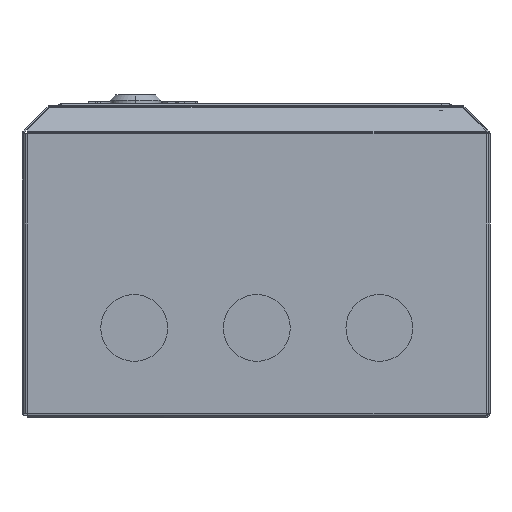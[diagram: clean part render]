
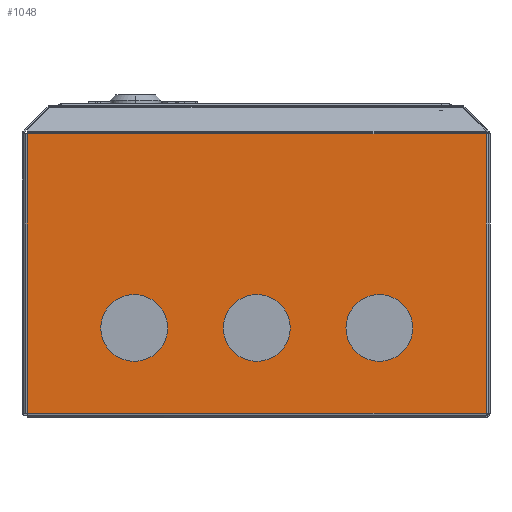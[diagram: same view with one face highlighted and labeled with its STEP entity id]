
A CAD part, front view. The second image highlights one B-rep face of the part: STEP entity #1048.
In plain terms, the highlighted planar face has unit normal (0, -1, 0).
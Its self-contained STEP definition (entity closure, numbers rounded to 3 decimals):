
#10 = CARTESIAN_POINT ( 'NONE',  ( -207.6, 0., 125.4 ) ) ;
#101 = PLANE ( 'NONE',  #26247 ) ;
#776 = DIRECTION ( 'NONE',  ( 0., -1., 0. ) ) ;
#1048 = ADVANCED_FACE ( 'NONE', ( #3841, #8955, #19799, #14011 ), #101, .T. ) ;
#1276 = DIRECTION ( 'NONE',  ( 0., -1., 0. ) ) ;
#2112 = CARTESIAN_POINT ( 'NONE',  ( -207.6, 0., 125.4 ) ) ;
#2318 = DIRECTION ( 'NONE',  ( 0., -1., 0. ) ) ;
#3434 = CARTESIAN_POINT ( 'NONE',  ( -119.65, 0., 38.3 ) ) ;
#3698 = CIRCLE ( 'NONE', #10228, 15. ) ;
#3841 = FACE_BOUND ( 'NONE', #11047, .T. ) ;
#3973 = EDGE_LOOP ( 'NONE', ( #20834, #17158, #25458, #25374 ) ) ;
#4103 = CARTESIAN_POINT ( 'NONE',  ( -34.65, 0., 38.3 ) ) ;
#4142 = CARTESIAN_POINT ( 'NONE',  ( 0., 0., 0. ) ) ;
#4302 = CIRCLE ( 'NONE', #8018, 15. ) ;
#4330 = AXIS2_PLACEMENT_3D ( 'NONE', #19296, #6312, #21480 ) ;
#4463 = CARTESIAN_POINT ( 'NONE',  ( 0., 0., 125.4 ) ) ;
#4512 = VERTEX_POINT ( 'NONE', #23506 ) ;
#4686 = DIRECTION ( 'NONE',  ( 0., -1., 0. ) ) ;
#5466 = CIRCLE ( 'NONE', #4330, 15. ) ;
#5786 = DIRECTION ( 'NONE',  ( 0., -1., 0. ) ) ;
#6060 = DIRECTION ( 'NONE',  ( -1., 0., 0. ) ) ;
#6074 = ORIENTED_EDGE ( 'NONE', *, *, #18937, .F. ) ;
#6312 = DIRECTION ( 'NONE',  ( 0., -1., 0. ) ) ;
#6342 = DIRECTION ( 'NONE',  ( -1., 0., 0. ) ) ;
#6660 = DIRECTION ( 'NONE',  ( 1., 0., 0. ) ) ;
#6828 = VECTOR ( 'NONE', #19547, 1000. ) ;
#7290 = CARTESIAN_POINT ( 'NONE',  ( -1.7, 0., 125.4 ) ) ;
#7544 = CARTESIAN_POINT ( 'NONE',  ( -144.65, 0., 38.3 ) ) ;
#8018 = AXIS2_PLACEMENT_3D ( 'NONE', #18761, #5786, #20958 ) ;
#8955 = FACE_BOUND ( 'NONE', #26593, .T. ) ;
#9197 = EDGE_CURVE ( 'NONE', #22656, #22758, #22493, .T. ) ;
#9748 = AXIS2_PLACEMENT_3D ( 'NONE', #15298, #2318, #17476 ) ;
#10166 = VERTEX_POINT ( 'NONE', #7544 ) ;
#10228 = AXIS2_PLACEMENT_3D ( 'NONE', #13760, #776, #15941 ) ;
#10229 = EDGE_CURVE ( 'NONE', #22758, #22656, #19357, .T. ) ;
#10453 = VERTEX_POINT ( 'NONE', #4103 ) ;
#10860 = EDGE_CURVE ( 'NONE', #12877, #24428, #19858, .T. ) ;
#11047 = EDGE_LOOP ( 'NONE', ( #6074, #22534 ) ) ;
#11060 = CARTESIAN_POINT ( 'NONE',  ( -89.65, 0., 38.3 ) ) ;
#11065 = EDGE_CURVE ( 'NONE', #28097, #12877, #23407, .T. ) ;
#11317 = CIRCLE ( 'NONE', #13212, 15. ) ;
#11562 = DIRECTION ( 'NONE',  ( 0., 0., -1. ) ) ;
#11924 = VERTEX_POINT ( 'NONE', #10 ) ;
#12247 = EDGE_CURVE ( 'NONE', #12670, #10166, #4302, .T. ) ;
#12355 = CARTESIAN_POINT ( 'NONE',  ( -207.6, 0., 0. ) ) ;
#12579 = LINE ( 'NONE', #2112, #6828 ) ;
#12661 = CARTESIAN_POINT ( 'NONE',  ( -1.7, 0., 0. ) ) ;
#12670 = VERTEX_POINT ( 'NONE', #13721 ) ;
#12837 = AXIS2_PLACEMENT_3D ( 'NONE', #14275, #1276, #16444 ) ;
#12877 = VERTEX_POINT ( 'NONE', #12661 ) ;
#13212 = AXIS2_PLACEMENT_3D ( 'NONE', #17667, #4686, #19856 ) ;
#13327 = EDGE_CURVE ( 'NONE', #10453, #4512, #3698, .T. ) ;
#13721 = CARTESIAN_POINT ( 'NONE',  ( -174.65, 0., 38.3 ) ) ;
#13760 = CARTESIAN_POINT ( 'NONE',  ( -49.65, 0., 38.3 ) ) ;
#13801 = ORIENTED_EDGE ( 'NONE', *, *, #13327, .F. ) ;
#14011 = FACE_OUTER_BOUND ( 'NONE', #3973, .T. ) ;
#14275 = CARTESIAN_POINT ( 'NONE',  ( -104.65, 0., 38.3 ) ) ;
#14594 = CARTESIAN_POINT ( 'NONE',  ( 0., 0., 125.4 ) ) ;
#15298 = CARTESIAN_POINT ( 'NONE',  ( -104.65, 0., 38.3 ) ) ;
#15504 = CARTESIAN_POINT ( 'NONE',  ( -1.7, 0., 125.4 ) ) ;
#15941 = DIRECTION ( 'NONE',  ( 1., 0., 0. ) ) ;
#16444 = DIRECTION ( 'NONE',  ( 1., 0., 0. ) ) ;
#16598 = VECTOR ( 'NONE', #6342, 1000. ) ;
#17158 = ORIENTED_EDGE ( 'NONE', *, *, #11065, .F. ) ;
#17476 = DIRECTION ( 'NONE',  ( 1., 0., 0. ) ) ;
#17667 = CARTESIAN_POINT ( 'NONE',  ( -49.65, 0., 38.3 ) ) ;
#18761 = CARTESIAN_POINT ( 'NONE',  ( -159.65, 0., 38.3 ) ) ;
#18937 = EDGE_CURVE ( 'NONE', #10166, #12670, #5466, .T. ) ;
#19296 = CARTESIAN_POINT ( 'NONE',  ( -159.65, 0., 38.3 ) ) ;
#19357 = CIRCLE ( 'NONE', #12837, 15. ) ;
#19547 = DIRECTION ( 'NONE',  ( 0., 0., -1. ) ) ;
#19645 = DIRECTION ( 'NONE',  ( 0., -1., 0. ) ) ;
#19799 = FACE_BOUND ( 'NONE', #26847, .T. ) ;
#19856 = DIRECTION ( 'NONE',  ( 1., 0., 0. ) ) ;
#19858 = LINE ( 'NONE', #4142, #16598 ) ;
#20834 = ORIENTED_EDGE ( 'NONE', *, *, #10860, .F. ) ;
#20958 = DIRECTION ( 'NONE',  ( -1., 0., 0. ) ) ;
#21480 = DIRECTION ( 'NONE',  ( -1., 0., 0. ) ) ;
#21772 = ORIENTED_EDGE ( 'NONE', *, *, #10229, .F. ) ;
#22493 = CIRCLE ( 'NONE', #9748, 15. ) ;
#22534 = ORIENTED_EDGE ( 'NONE', *, *, #12247, .F. ) ;
#22656 = VERTEX_POINT ( 'NONE', #11060 ) ;
#22758 = VERTEX_POINT ( 'NONE', #3434 ) ;
#22824 = LINE ( 'NONE', #14594, #27950 ) ;
#23407 = LINE ( 'NONE', #7290, #24081 ) ;
#23486 = EDGE_CURVE ( 'NONE', #28097, #11924, #22824, .T. ) ;
#23506 = CARTESIAN_POINT ( 'NONE',  ( -64.65, 0., 38.3 ) ) ;
#24081 = VECTOR ( 'NONE', #11562, 1000. ) ;
#24428 = VERTEX_POINT ( 'NONE', #12355 ) ;
#24574 = EDGE_CURVE ( 'NONE', #11924, #24428, #12579, .T. ) ;
#25374 = ORIENTED_EDGE ( 'NONE', *, *, #24574, .T. ) ;
#25458 = ORIENTED_EDGE ( 'NONE', *, *, #23486, .T. ) ;
#25876 = ORIENTED_EDGE ( 'NONE', *, *, #26843, .F. ) ;
#26247 = AXIS2_PLACEMENT_3D ( 'NONE', #4463, #19645, #6660 ) ;
#26593 = EDGE_LOOP ( 'NONE', ( #13801, #25876 ) ) ;
#26843 = EDGE_CURVE ( 'NONE', #4512, #10453, #11317, .T. ) ;
#26847 = EDGE_LOOP ( 'NONE', ( #27595, #21772 ) ) ;
#27595 = ORIENTED_EDGE ( 'NONE', *, *, #9197, .F. ) ;
#27950 = VECTOR ( 'NONE', #6060, 1000. ) ;
#28097 = VERTEX_POINT ( 'NONE', #15504 ) ;
